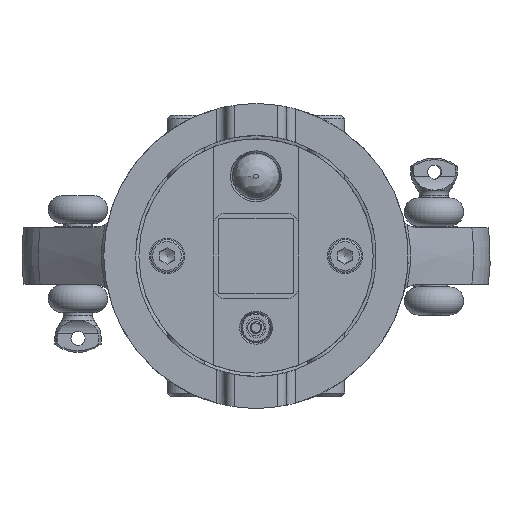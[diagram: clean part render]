
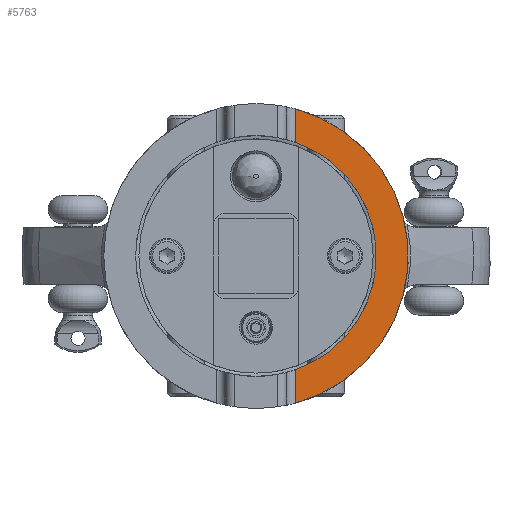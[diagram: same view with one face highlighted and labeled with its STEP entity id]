
A CAD part, left-side view. The second image highlights one B-rep face of the part: STEP entity #5763.
In plain terms, the highlighted planar face has unit normal (-1, 0, 0).
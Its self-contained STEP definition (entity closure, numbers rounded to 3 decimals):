
#216=PLANE('',#6350);
#442=LINE('',#11162,#718);
#443=LINE('',#11165,#719);
#718=VECTOR('',#7663,10.);
#719=VECTOR('',#7666,10.);
#1117=FACE_OUTER_BOUND('',#1456,.T.);
#1456=EDGE_LOOP('',(#4693,#4694,#4695,#4696));
#2029=CIRCLE('',#6327,25.7);
#2041=CIRCLE('',#6351,32.5);
#2538=VERTEX_POINT('',#10885);
#2539=VERTEX_POINT('',#10896);
#2568=VERTEX_POINT('',#11151);
#2569=VERTEX_POINT('',#11164);
#3280=EDGE_CURVE('',#2538,#2539,#2029,.T.);
#3323=EDGE_CURVE('',#2568,#2538,#442,.T.);
#3324=EDGE_CURVE('',#2539,#2569,#443,.T.);
#3325=EDGE_CURVE('',#2569,#2568,#2041,.T.);
#4693=ORIENTED_EDGE('',*,*,#3324,.F.);
#4694=ORIENTED_EDGE('',*,*,#3280,.F.);
#4695=ORIENTED_EDGE('',*,*,#3323,.F.);
#4696=ORIENTED_EDGE('',*,*,#3325,.F.);
#5763=ADVANCED_FACE('',(#1117),#216,.F.);
#6327=AXIS2_PLACEMENT_3D('',#10897,#7599,#7600);
#6350=AXIS2_PLACEMENT_3D('',#11163,#7664,#7665);
#6351=AXIS2_PLACEMENT_3D('',#11166,#7667,#7668);
#7599=DIRECTION('center_axis',(-1.,0.,0.));
#7600=DIRECTION('ref_axis',(0.,-1.,0.));
#7663=DIRECTION('',(0.,0.,1.));
#7664=DIRECTION('center_axis',(1.,0.,0.));
#7665=DIRECTION('ref_axis',(0.,1.,0.));
#7666=DIRECTION('',(0.,0.,1.));
#7667=DIRECTION('center_axis',(1.,0.,0.));
#7668=DIRECTION('ref_axis',(0.,-1.,0.));
#10885=CARTESIAN_POINT('',(-90.3,-8.5,-24.254));
#10896=CARTESIAN_POINT('',(-90.3,-8.5,24.254));
#10897=CARTESIAN_POINT('Origin',(-90.3,0.,
0.));
#11151=CARTESIAN_POINT('',(-90.3,-8.5,-31.369));
#11162=CARTESIAN_POINT('',(-90.3,-8.5,-32.5));
#11163=CARTESIAN_POINT('Origin',(-90.3,-50.,-32.5));
#11164=CARTESIAN_POINT('',(-90.3,-8.5,31.369));
#11165=CARTESIAN_POINT('',(-90.3,-8.5,-32.5));
#11166=CARTESIAN_POINT('Origin',(-90.3,0.,
0.));
